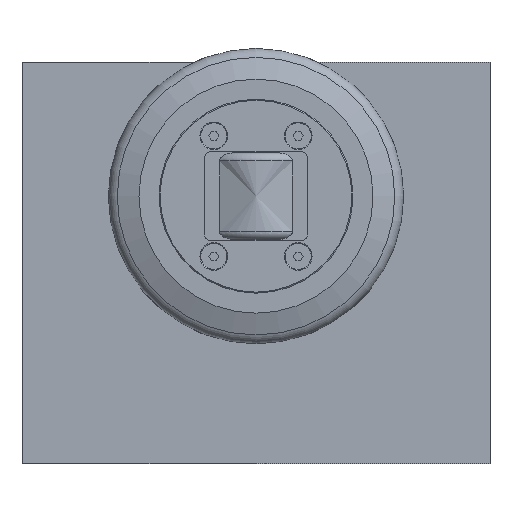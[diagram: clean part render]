
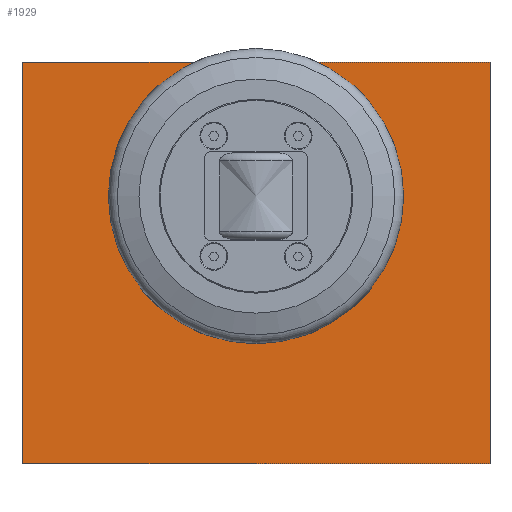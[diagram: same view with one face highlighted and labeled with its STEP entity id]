
A CAD part, front view. The second image highlights one B-rep face of the part: STEP entity #1929.
In plain terms, the highlighted planar face has unit normal (0, -1, 0).
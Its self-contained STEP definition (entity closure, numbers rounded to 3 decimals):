
#80=FACE_BOUND('',#388,.T.);
#157=CIRCLE('',#2100,29.);
#270=FACE_OUTER_BOUND('',#387,.T.);
#387=EDGE_LOOP('',(#1667,#1668,#1669,#1670));
#388=EDGE_LOOP('',(#1671));
#563=LINE('',#3333,#735);
#564=LINE('',#3335,#736);
#565=LINE('',#3337,#737);
#566=LINE('',#3338,#738);
#735=VECTOR('',#2621,10.);
#736=VECTOR('',#2622,10.);
#737=VECTOR('',#2623,10.);
#738=VECTOR('',#2624,10.);
#889=VERTEX_POINT('',#3238);
#920=VERTEX_POINT('',#3331);
#921=VERTEX_POINT('',#3332);
#922=VERTEX_POINT('',#3334);
#923=VERTEX_POINT('',#3336);
#1136=EDGE_CURVE('',#889,#889,#157,.T.);
#1181=EDGE_CURVE('',#920,#921,#563,.T.);
#1182=EDGE_CURVE('',#922,#921,#564,.T.);
#1183=EDGE_CURVE('',#923,#922,#565,.T.);
#1184=EDGE_CURVE('',#923,#920,#566,.T.);
#1667=ORIENTED_EDGE('',*,*,#1181,.T.);
#1668=ORIENTED_EDGE('',*,*,#1182,.F.);
#1669=ORIENTED_EDGE('',*,*,#1183,.F.);
#1670=ORIENTED_EDGE('',*,*,#1184,.T.);
#1671=ORIENTED_EDGE('',*,*,#1136,.T.);
#1834=PLANE('',#2122);
#1929=ADVANCED_FACE('',(#270,#80),#1834,.T.);
#2100=AXIS2_PLACEMENT_3D('',#3240,#2537,#2538);
#2122=AXIS2_PLACEMENT_3D('',#3330,#2619,#2620);
#2537=DIRECTION('center_axis',(0.,1.,0.));
#2538=DIRECTION('ref_axis',(0.,0.,1.));
#2619=DIRECTION('center_axis',(0.,-1.,0.));
#2620=DIRECTION('ref_axis',(0.,0.,-1.));
#2621=DIRECTION('',(0.,0.,1.));
#2622=DIRECTION('',(1.,0.,0.));
#2623=DIRECTION('',(0.,0.,1.));
#2624=DIRECTION('',(1.,0.,0.));
#3238=CARTESIAN_POINT('',(70.,0.,51.));
#3240=CARTESIAN_POINT('Origin',(70.,0.,80.));
#3330=CARTESIAN_POINT('Origin',(0.,0.,0.));
#3331=CARTESIAN_POINT('',(140.,0.,0.));
#3332=CARTESIAN_POINT('',(140.,0.,120.));
#3333=CARTESIAN_POINT('',(140.,0.,0.));
#3334=CARTESIAN_POINT('',(0.,0.,120.));
#3335=CARTESIAN_POINT('',(0.,0.,120.));
#3336=CARTESIAN_POINT('',(0.,0.,0.));
#3337=CARTESIAN_POINT('',(0.,0.,0.));
#3338=CARTESIAN_POINT('',(0.,0.,0.));
